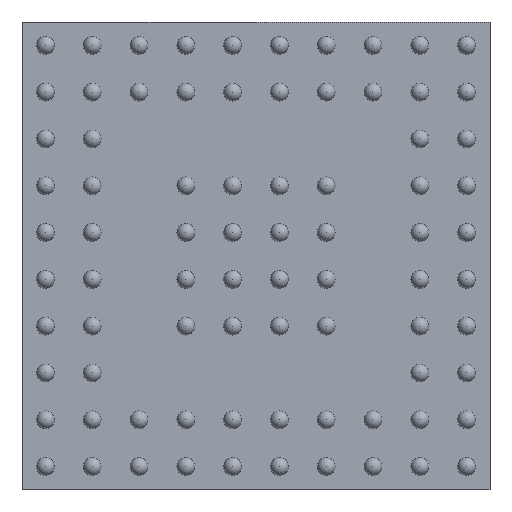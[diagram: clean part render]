
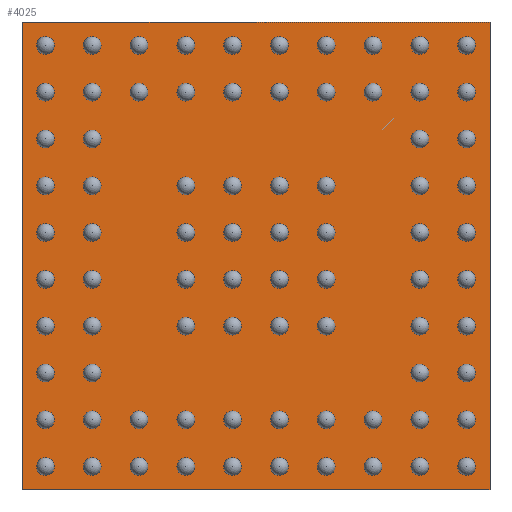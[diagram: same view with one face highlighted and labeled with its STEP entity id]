
A CAD part, front view. The second image highlights one B-rep face of the part: STEP entity #4025.
In plain terms, the highlighted planar face has unit normal (0, -1, 0).
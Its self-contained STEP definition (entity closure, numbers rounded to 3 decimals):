
#58 = LINE ( 'NONE', #2193, #4188 ) ;
#104 = DIRECTION ( 'NONE',  ( 0., 0., 1. ) ) ;
#340 = VERTEX_POINT ( 'NONE', #4403 ) ;
#391 = ORIENTED_EDGE ( 'NONE', *, *, #4276, .T. ) ;
#434 = PLANE ( 'NONE',  #2362 ) ;
#468 = ORIENTED_EDGE ( 'NONE', *, *, #3159, .T. ) ;
#500 = DIRECTION ( 'NONE',  ( 0., -1., 0. ) ) ;
#601 = EDGE_CURVE ( 'NONE', #340, #2336, #3780, .T. ) ;
#875 = FACE_OUTER_BOUND ( 'NONE', #4236, .T. ) ;
#877 = CARTESIAN_POINT ( 'NONE',  ( -3.25, 0.11, 3.25 ) ) ;
#922 = CARTESIAN_POINT ( 'NONE',  ( -3.25, 0.11, 3.25 ) ) ;
#1542 = CARTESIAN_POINT ( 'NONE',  ( 0., 0.11, 0. ) ) ;
#1574 = VECTOR ( 'NONE', #4408, 1000. ) ;
#1787 = DIRECTION ( 'NONE',  ( 0., 0., -1. ) ) ;
#1852 = LINE ( 'NONE', #877, #1574 ) ;
#2193 = CARTESIAN_POINT ( 'NONE',  ( -3.25, 0.11, -3.25 ) ) ;
#2336 = VERTEX_POINT ( 'NONE', #4384 ) ;
#2362 = AXIS2_PLACEMENT_3D ( 'NONE', #1542, #500, #4375 ) ;
#2630 = LINE ( 'NONE', #3196, #3857 ) ;
#2841 = ORIENTED_EDGE ( 'NONE', *, *, #4319, .T. ) ;
#3078 = VERTEX_POINT ( 'NONE', #4077 ) ;
#3159 = EDGE_CURVE ( 'NONE', #2336, #3715, #1852, .T. ) ;
#3196 = CARTESIAN_POINT ( 'NONE',  ( -3.25, 0.11, 3.25 ) ) ;
#3361 = ORIENTED_EDGE ( 'NONE', *, *, #601, .T. ) ;
#3715 = VERTEX_POINT ( 'NONE', #922 ) ;
#3728 = CARTESIAN_POINT ( 'NONE',  ( 3.25, 0.11, 3.25 ) ) ;
#3780 = LINE ( 'NONE', #3728, #4601 ) ;
#3857 = VECTOR ( 'NONE', #1787, 1000. ) ;
#4025 = ADVANCED_FACE ( 'NONE', ( #875 ), #434, .T. ) ;
#4077 = CARTESIAN_POINT ( 'NONE',  ( -3.25, 0.11, -3.25 ) ) ;
#4188 = VECTOR ( 'NONE', #4234, 1000. ) ;
#4234 = DIRECTION ( 'NONE',  ( 1., 0., 0. ) ) ;
#4236 = EDGE_LOOP ( 'NONE', ( #3361, #468, #2841, #391 ) ) ;
#4276 = EDGE_CURVE ( 'NONE', #3078, #340, #58, .T. ) ;
#4319 = EDGE_CURVE ( 'NONE', #3715, #3078, #2630, .T. ) ;
#4375 = DIRECTION ( 'NONE',  ( 1., 0., 0. ) ) ;
#4384 = CARTESIAN_POINT ( 'NONE',  ( 3.25, 0.11, 3.25 ) ) ;
#4403 = CARTESIAN_POINT ( 'NONE',  ( 3.25, 0.11, -3.25 ) ) ;
#4408 = DIRECTION ( 'NONE',  ( -1., 0., 0. ) ) ;
#4601 = VECTOR ( 'NONE', #104, 1000. ) ;
